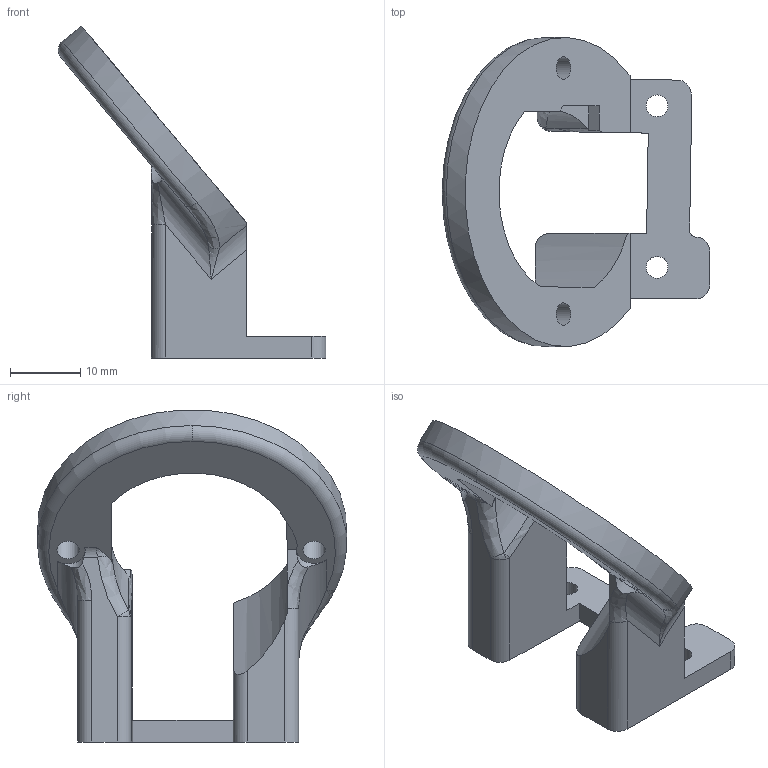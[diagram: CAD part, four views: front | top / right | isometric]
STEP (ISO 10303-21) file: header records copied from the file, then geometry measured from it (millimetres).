
FILE_DESCRIPTION(('HOOPS Exchange Step'),'2;1');
FILE_NAME('temp_export','2024-12-28T17:56:16-06:00',('vinniefranco'),('Shapr3D Limited'),'HOOPS Exchange 2024.6','Shapr3D','Authorized');
FILE_SCHEMA( ('AP242_MANAGED_MODEL_BASED_3D_ENGINEERING_MIM_LF {1 0 10303 442 1 1 4 }') );
Length unit declared in the file: millimetre
Products named in the file (1): Trackball Mount
Bounding box: 38.06 x 43.98 x 47.23 mm (x, y, z)
Volume: 8457.6 mm3; surface area: 4855.6 mm2
Topology: 1 solids, 1 shells, 65 faces, 187 edges, 119 vertices
Faces by surface type: cylinder 26, plane 24, bspline 11, sphere 2, torus 2
Full cylindrical faces by diameter (mm): 3.1 x2, 3.2 x2
Entity records: 3864 total; most frequent: CARTESIAN_POINT 2130, ORIENTED_EDGE 368, DIRECTION 343, EDGE_CURVE 184, AXIS2_PLACEMENT_3D 130, VERTEX_POINT 119, VECTOR 83, LINE 83
